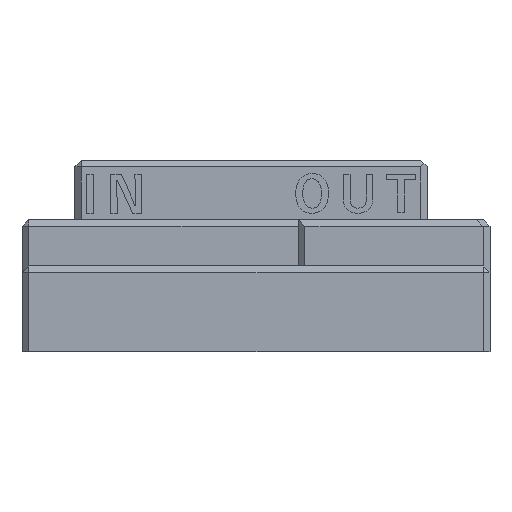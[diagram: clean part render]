
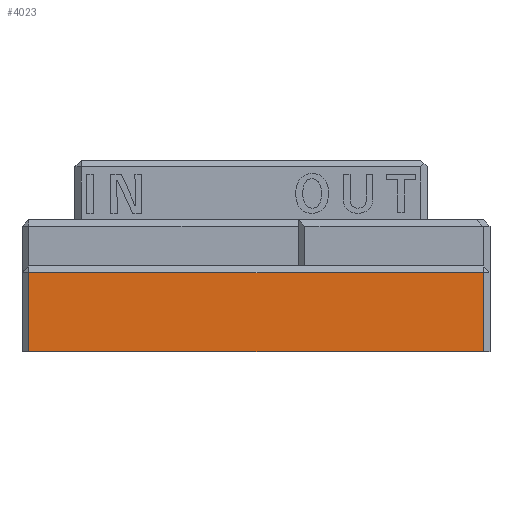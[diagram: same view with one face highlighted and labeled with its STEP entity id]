
A CAD part, front view. The second image highlights one B-rep face of the part: STEP entity #4023.
In plain terms, the highlighted free-form (B-spline) face has degree [1, 1] with [2, 2] control points.
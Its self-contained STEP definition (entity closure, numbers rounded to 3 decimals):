
#3956 = VERTEX_POINT('',#3957);
#3957 = CARTESIAN_POINT('',(-1.162,-61.352,
    -1.162));
#3962 = EDGE_CURVE('',#3963,#3956,#3965,.T.);
#3963 = VERTEX_POINT('',#3964);
#3964 = CARTESIAN_POINT('',(-81.105,-61.352,
    -1.162));
#3965 = B_SPLINE_CURVE_WITH_KNOTS('',1,(#3966,#3967),.UNSPECIFIED.,.F.,
  .F.,(2,2),(1.,69.8),.PIECEWISE_BEZIER_KNOTS.);
#3966 = CARTESIAN_POINT('',(-81.105,-61.352,
    -1.162));
#3967 = CARTESIAN_POINT('',(-1.162,-61.352,
    -1.162));
#4023 = ADVANCED_FACE('',(#4024),#4046,.F.);
#4024 = FACE_BOUND('',#4025,.T.);
#4025 = EDGE_LOOP('',(#4026,#4035,#4040,#4041));
#4026 = ORIENTED_EDGE('',*,*,#4027,.T.);
#4027 = EDGE_CURVE('',#4028,#4030,#4032,.T.);
#4028 = VERTEX_POINT('',#4029);
#4029 = CARTESIAN_POINT('',(-1.162,-61.352,
    12.782));
#4030 = VERTEX_POINT('',#4031);
#4031 = CARTESIAN_POINT('',(-81.105,-61.352,
    12.782));
#4032 = B_SPLINE_CURVE_WITH_KNOTS('',1,(#4033,#4034),.UNSPECIFIED.,.F.,
  .F.,(2,2),(-69.8,-1.),.PIECEWISE_BEZIER_KNOTS.);
#4033 = CARTESIAN_POINT('',(-1.162,-61.352,
    12.782));
#4034 = CARTESIAN_POINT('',(-81.105,-61.352,
    12.782));
#4035 = ORIENTED_EDGE('',*,*,#4036,.T.);
#4036 = EDGE_CURVE('',#4030,#3963,#4037,.T.);
#4037 = B_SPLINE_CURVE_WITH_KNOTS('',1,(#4038,#4039),.UNSPECIFIED.,.F.,
  .F.,(2,2),(17.,29.),.PIECEWISE_BEZIER_KNOTS.);
#4038 = CARTESIAN_POINT('',(-81.105,-61.352,
    12.782));
#4039 = CARTESIAN_POINT('',(-81.105,-61.352,
    -1.162));
#4040 = ORIENTED_EDGE('',*,*,#3962,.T.);
#4041 = ORIENTED_EDGE('',*,*,#4042,.T.);
#4042 = EDGE_CURVE('',#3956,#4028,#4043,.T.);
#4043 = B_SPLINE_CURVE_WITH_KNOTS('',1,(#4044,#4045),.UNSPECIFIED.,.F.,
  .F.,(2,2),(-29.,-17.),.PIECEWISE_BEZIER_KNOTS.);
#4044 = CARTESIAN_POINT('',(-1.162,-61.352,
    -1.162));
#4045 = CARTESIAN_POINT('',(-1.162,-61.352,
    12.782));
#4046 = B_SPLINE_SURFACE_WITH_KNOTS('',1,1,(
    (#4047,#4048)
    ,(#4049,#4050
    )),.UNSPECIFIED.,.F.,.F.,.F.,(2,2),(2,2),(-69.8,-1.),(-29.,-17.),
  .PIECEWISE_BEZIER_KNOTS.);
#4047 = CARTESIAN_POINT('',(-1.162,-61.352,
    -1.162));
#4048 = CARTESIAN_POINT('',(-1.162,-61.352,
    12.782));
#4049 = CARTESIAN_POINT('',(-81.105,-61.352,
    -1.162));
#4050 = CARTESIAN_POINT('',(-81.105,-61.352,
    12.782));
